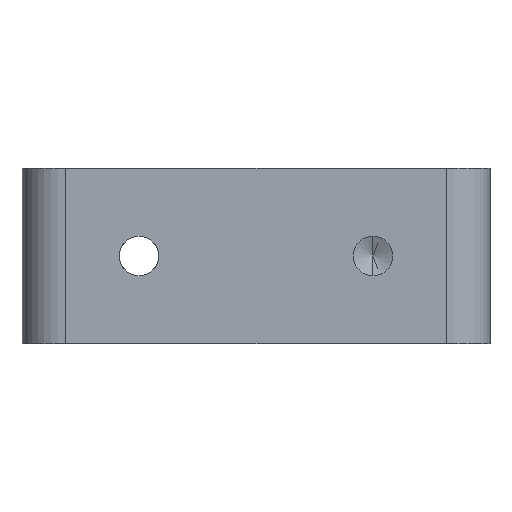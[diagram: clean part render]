
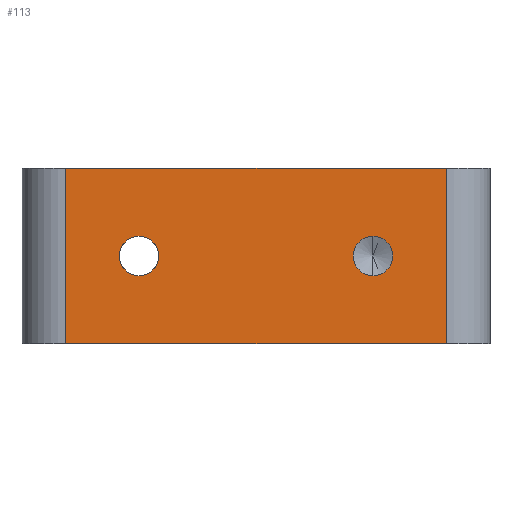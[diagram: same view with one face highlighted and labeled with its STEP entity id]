
A CAD part, left-side view. The second image highlights one B-rep face of the part: STEP entity #113.
In plain terms, the highlighted planar face has unit normal (-1, 0, 0).
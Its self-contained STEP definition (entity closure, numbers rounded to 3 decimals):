
#21 = EDGE_CURVE ( 'NONE', #888, #2136, #2097, .T. ) ;
#44 = CARTESIAN_POINT ( 'NONE',  ( -32., 3., -6. ) ) ;
#79 = EDGE_CURVE ( 'NONE', #188, #1188, #1553, .T. ) ;
#104 = ORIENTED_EDGE ( 'NONE', *, *, #1181, .F. ) ;
#113 = ADVANCED_FACE ( 'NONE', ( #538, #1887, #1948 ), #1489, .T. ) ;
#151 = VECTOR ( 'NONE', #404, 1000. ) ;
#154 = CARTESIAN_POINT ( 'NONE',  ( -32., -26., 6. ) ) ;
#168 = DIRECTION ( 'NONE',  ( 0., 0., 1. ) ) ;
#188 = VERTEX_POINT ( 'NONE', #951 ) ;
#254 = DIRECTION ( 'NONE',  ( 0., 0., 1. ) ) ;
#286 = EDGE_LOOP ( 'NONE', ( #1676, #1501 ) ) ;
#291 = DIRECTION ( 'NONE',  ( -1., 0., 0. ) ) ;
#317 = VERTEX_POINT ( 'NONE', #2346 ) ;
#348 = LINE ( 'NONE', #2277, #151 ) ;
#368 = DIRECTION ( 'NONE',  ( -1., 0., 0. ) ) ;
#381 = DIRECTION ( 'NONE',  ( 0., 1., 0. ) ) ;
#404 = DIRECTION ( 'NONE',  ( 0., 0., -1. ) ) ;
#451 = VECTOR ( 'NONE', #381, 1000. ) ;
#531 = VECTOR ( 'NONE', #2345, 1000. ) ;
#538 = FACE_BOUND ( 'NONE', #286, .T. ) ;
#546 = CARTESIAN_POINT ( 'NONE',  ( -32., -26., 6. ) ) ;
#551 = ORIENTED_EDGE ( 'NONE', *, *, #846, .T. ) ;
#578 = VERTEX_POINT ( 'NONE', #44 ) ;
#616 = VECTOR ( 'NONE', #1284, 1000. ) ;
#638 = AXIS2_PLACEMENT_3D ( 'NONE', #1165, #1541, #254 ) ;
#680 = CIRCLE ( 'NONE', #1768, 1.353 ) ;
#699 = LINE ( 'NONE', #2128, #531 ) ;
#726 = DIRECTION ( 'NONE',  ( 0., 0., 1. ) ) ;
#745 = CIRCLE ( 'NONE', #1535, 1.353 ) ;
#746 = AXIS2_PLACEMENT_3D ( 'NONE', #2188, #368, #168 ) ;
#774 = CARTESIAN_POINT ( 'NONE',  ( -32., -18., 0. ) ) ;
#807 = CARTESIAN_POINT ( 'NONE',  ( -32., -18., 1.353 ) ) ;
#846 = EDGE_CURVE ( 'NONE', #1390, #888, #699, .T. ) ;
#888 = VERTEX_POINT ( 'NONE', #1059 ) ;
#945 = ORIENTED_EDGE ( 'NONE', *, *, #1827, .F. ) ;
#951 = CARTESIAN_POINT ( 'NONE',  ( -32., -18., -1.353 ) ) ;
#965 = DIRECTION ( 'NONE',  ( 0., 0., 1. ) ) ;
#982 = ORIENTED_EDGE ( 'NONE', *, *, #1573, .T. ) ;
#1021 = CARTESIAN_POINT ( 'NONE',  ( -32., -2., -1.353 ) ) ;
#1059 = CARTESIAN_POINT ( 'NONE',  ( -32., -23., 6. ) ) ;
#1165 = CARTESIAN_POINT ( 'NONE',  ( -32., -2., 0. ) ) ;
#1181 = EDGE_CURVE ( 'NONE', #1276, #317, #1217, .T. ) ;
#1188 = VERTEX_POINT ( 'NONE', #807 ) ;
#1217 = CIRCLE ( 'NONE', #638, 1.353 ) ;
#1276 = VERTEX_POINT ( 'NONE', #1021 ) ;
#1284 = DIRECTION ( 'NONE',  ( 0., 1., 0. ) ) ;
#1390 = VERTEX_POINT ( 'NONE', #2378 ) ;
#1401 = CARTESIAN_POINT ( 'NONE',  ( -32., -2., 0. ) ) ;
#1423 = ORIENTED_EDGE ( 'NONE', *, *, #1732, .F. ) ;
#1489 = PLANE ( 'NONE',  #2155 ) ;
#1501 = ORIENTED_EDGE ( 'NONE', *, *, #79, .F. ) ;
#1518 = DIRECTION ( 'NONE',  ( -1., 0., 0. ) ) ;
#1535 = AXIS2_PLACEMENT_3D ( 'NONE', #1401, #291, #1584 ) ;
#1541 = DIRECTION ( 'NONE',  ( -1., 0., 0. ) ) ;
#1553 = CIRCLE ( 'NONE', #746, 1.353 ) ;
#1573 = EDGE_CURVE ( 'NONE', #2136, #578, #348, .T. ) ;
#1584 = DIRECTION ( 'NONE',  ( 0., 0., 1. ) ) ;
#1594 = LINE ( 'NONE', #1684, #451 ) ;
#1676 = ORIENTED_EDGE ( 'NONE', *, *, #2063, .F. ) ;
#1684 = CARTESIAN_POINT ( 'NONE',  ( -32., -26., -6. ) ) ;
#1732 = EDGE_CURVE ( 'NONE', #317, #1276, #745, .T. ) ;
#1740 = CARTESIAN_POINT ( 'NONE',  ( -32., 3., 6. ) ) ;
#1768 = AXIS2_PLACEMENT_3D ( 'NONE', #774, #2067, #965 ) ;
#1827 = EDGE_CURVE ( 'NONE', #1390, #578, #1594, .T. ) ;
#1887 = FACE_BOUND ( 'NONE', #1927, .T. ) ;
#1894 = ORIENTED_EDGE ( 'NONE', *, *, #21, .T. ) ;
#1927 = EDGE_LOOP ( 'NONE', ( #104, #1423 ) ) ;
#1931 = EDGE_LOOP ( 'NONE', ( #1894, #982, #945, #551 ) ) ;
#1948 = FACE_OUTER_BOUND ( 'NONE', #1931, .T. ) ;
#2063 = EDGE_CURVE ( 'NONE', #1188, #188, #680, .T. ) ;
#2067 = DIRECTION ( 'NONE',  ( -1., 0., 0. ) ) ;
#2097 = LINE ( 'NONE', #154, #616 ) ;
#2128 = CARTESIAN_POINT ( 'NONE',  ( -32., -23., 6. ) ) ;
#2136 = VERTEX_POINT ( 'NONE', #1740 ) ;
#2155 = AXIS2_PLACEMENT_3D ( 'NONE', #546, #1518, #726 ) ;
#2188 = CARTESIAN_POINT ( 'NONE',  ( -32., -18., 0. ) ) ;
#2277 = CARTESIAN_POINT ( 'NONE',  ( -32., 3., 6. ) ) ;
#2345 = DIRECTION ( 'NONE',  ( 0., 0., 1. ) ) ;
#2346 = CARTESIAN_POINT ( 'NONE',  ( -32., -2., 1.353 ) ) ;
#2378 = CARTESIAN_POINT ( 'NONE',  ( -32., -23., -6. ) ) ;
